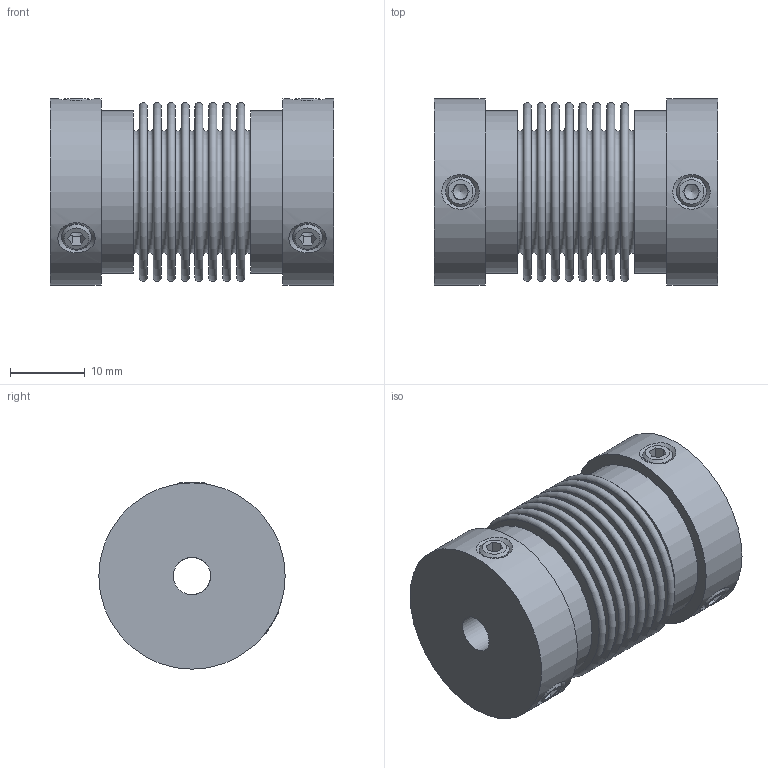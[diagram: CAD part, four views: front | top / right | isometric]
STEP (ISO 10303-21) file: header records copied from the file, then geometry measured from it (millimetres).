
FILE_DESCRIPTION( ( 'Unknown' ), '1' );
FILE_NAME( 'MKA 2.stp', 'Unknown', ( 'Unknown' ), ( 'Unknown' ), 'PSStep 10.1', 'Unknown', ' ' );
FILE_SCHEMA( ( 'AUTOMOTIVE_DESIGN { 1 0 10303 214 1 1 1 1 }' ) );
Length unit declared in the file: millimetre
Products named in the file (1): 20705571
Bounding box: 38 x 25 x 25 mm (x, y, z)
Volume: 9912.9 mm3; surface area: 13131.6 mm2
Topology: 1 solids, 1 shells, 168 faces, 346 edges, 222 vertices
Faces by surface type: plane 96, torus 34, cylinder 22, cone 16
Full cylindrical faces by diameter (mm): 3.3 x4, 4 x4, 5 x2, 21.8 x2, 25 x2
Entity records: 5564 total; most frequent: CARTESIAN_POINT 1013, DIRECTION 698, ORIENTED_EDGE 496, AXIS2_PLACEMENT_3D 301, EDGE_LOOP 280, EDGE_CURVE 248, FACE_OUTER_BOUND 216, VERTEX_POINT 196
